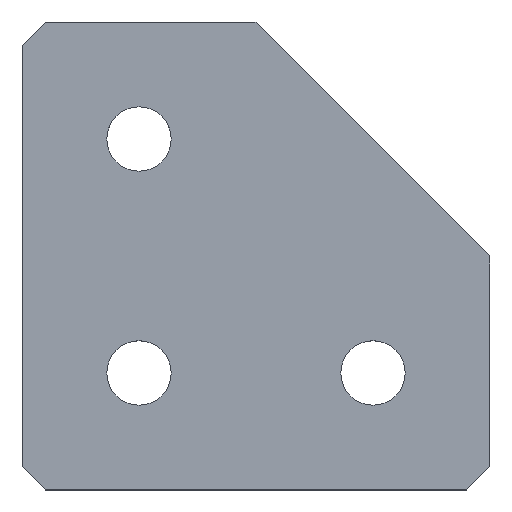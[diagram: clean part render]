
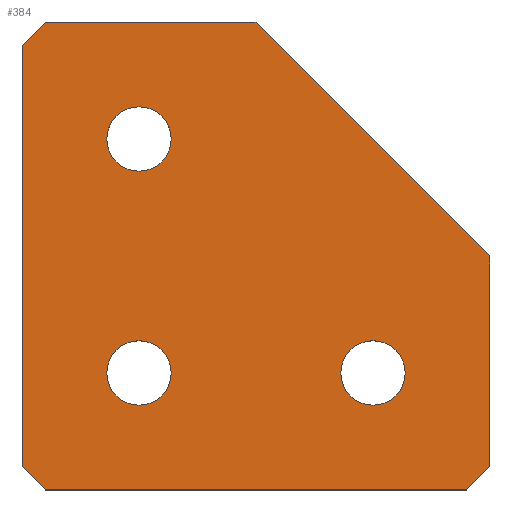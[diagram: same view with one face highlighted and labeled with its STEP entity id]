
A CAD part, top view. The second image highlights one B-rep face of the part: STEP entity #384.
In plain terms, the highlighted planar face has unit normal (0, 0, 1).
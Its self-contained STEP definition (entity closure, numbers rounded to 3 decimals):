
#2 = DIRECTION ( 'NONE',  ( 0., 0., -1. ) ) ;
#5 = EDGE_CURVE ( 'NONE', #13, #98, #357, .T. ) ;
#10 = DIRECTION ( 'NONE',  ( 0., 0., -1. ) ) ;
#11 = VERTEX_POINT ( 'NONE', #432 ) ;
#13 = VERTEX_POINT ( 'NONE', #556 ) ;
#14 = CARTESIAN_POINT ( 'NONE',  ( 20., 0., 0. ) ) ;
#15 = EDGE_CURVE ( 'NONE', #11, #73, #400, .T. ) ;
#19 = ORIENTED_EDGE ( 'NONE', *, *, #450, .T. ) ;
#26 = ORIENTED_EDGE ( 'NONE', *, *, #5, .F. ) ;
#29 = CARTESIAN_POINT ( 'NONE',  ( 10., -32.75, 0. ) ) ;
#37 = CARTESIAN_POINT ( 'NONE',  ( 0., 0., 0. ) ) ;
#42 = VECTOR ( 'NONE', #399, 1000. ) ;
#46 = LINE ( 'NONE', #222, #286 ) ;
#57 = EDGE_LOOP ( 'NONE', ( #363, #145 ) ) ;
#67 = LINE ( 'NONE', #421, #328 ) ;
#68 = DIRECTION ( 'NONE',  ( 1., 0., 0. ) ) ;
#73 = VERTEX_POINT ( 'NONE', #433 ) ;
#86 = CARTESIAN_POINT ( 'NONE',  ( 30., -30., 0. ) ) ;
#90 = LINE ( 'NONE', #37, #228 ) ;
#94 = AXIS2_PLACEMENT_3D ( 'NONE', #531, #321, #487 ) ;
#96 = DIRECTION ( 'NONE',  ( -1., 0., 0. ) ) ;
#97 = ORIENTED_EDGE ( 'NONE', *, *, #111, .T. ) ;
#98 = VERTEX_POINT ( 'NONE', #174 ) ;
#105 = AXIS2_PLACEMENT_3D ( 'NONE', #86, #307, #475 ) ;
#106 = CIRCLE ( 'NONE', #381, 2.75 ) ;
#111 = EDGE_CURVE ( 'NONE', #242, #161, #181, .T. ) ;
#119 = FACE_BOUND ( 'NONE', #289, .T. ) ;
#122 = FACE_BOUND ( 'NONE', #285, .T. ) ;
#127 = DIRECTION ( 'NONE',  ( 0., 0., -1. ) ) ;
#131 = VECTOR ( 'NONE', #385, 1000. ) ;
#134 = CARTESIAN_POINT ( 'NONE',  ( 2., 0., 0. ) ) ;
#138 = CARTESIAN_POINT ( 'NONE',  ( 0., -40., 0. ) ) ;
#140 = VERTEX_POINT ( 'NONE', #255 ) ;
#145 = ORIENTED_EDGE ( 'NONE', *, *, #542, .T. ) ;
#154 = AXIS2_PLACEMENT_3D ( 'NONE', #346, #2, #176 ) ;
#161 = VERTEX_POINT ( 'NONE', #441 ) ;
#173 = CARTESIAN_POINT ( 'NONE',  ( 10., -30., 0. ) ) ;
#174 = CARTESIAN_POINT ( 'NONE',  ( 2., -40., 0. ) ) ;
#176 = DIRECTION ( 'NONE',  ( 0., 1., 0. ) ) ;
#181 = CIRCLE ( 'NONE', #105, 2.75 ) ;
#189 = EDGE_CURVE ( 'NONE', #482, #291, #398, .T. ) ;
#196 = DIRECTION ( 'NONE',  ( 0.707, -0.707, 0. ) ) ;
#200 = CARTESIAN_POINT ( 'NONE',  ( 0., 0., 0. ) ) ;
#205 = DIRECTION ( 'NONE',  ( 0., 0., -1. ) ) ;
#210 = CARTESIAN_POINT ( 'NONE',  ( 40., -38., 0. ) ) ;
#219 = CARTESIAN_POINT ( 'NONE',  ( 1., -1., 0. ) ) ;
#222 = CARTESIAN_POINT ( 'NONE',  ( 40., -20., 0. ) ) ;
#226 = VERTEX_POINT ( 'NONE', #280 ) ;
#228 = VECTOR ( 'NONE', #390, 1000. ) ;
#240 = ORIENTED_EDGE ( 'NONE', *, *, #404, .T. ) ;
#242 = VERTEX_POINT ( 'NONE', #323 ) ;
#244 = LINE ( 'NONE', #377, #131 ) ;
#246 = FACE_BOUND ( 'NONE', #57, .T. ) ;
#254 = CIRCLE ( 'NONE', #154, 2.75 ) ;
#255 = CARTESIAN_POINT ( 'NONE',  ( 0., -2., 0. ) ) ;
#256 = DIRECTION ( 'NONE',  ( 0., 1., 0. ) ) ;
#258 = EDGE_CURVE ( 'NONE', #226, #356, #409, .T. ) ;
#261 = LINE ( 'NONE', #219, #42 ) ;
#267 = EDGE_CURVE ( 'NONE', #529, #98, #453, .T. ) ;
#269 = ORIENTED_EDGE ( 'NONE', *, *, #267, .T. ) ;
#280 = CARTESIAN_POINT ( 'NONE',  ( 10., -27.25, 0. ) ) ;
#285 = EDGE_LOOP ( 'NONE', ( #19, #97 ) ) ;
#286 = VECTOR ( 'NONE', #387, 1000. ) ;
#289 = EDGE_LOOP ( 'NONE', ( #407, #476 ) ) ;
#291 = VERTEX_POINT ( 'NONE', #382 ) ;
#292 = FACE_OUTER_BOUND ( 'NONE', #364, .T. ) ;
#295 = EDGE_CURVE ( 'NONE', #402, #320, #244, .T. ) ;
#299 = DIRECTION ( 'NONE',  ( 0., 0., 1. ) ) ;
#301 = VECTOR ( 'NONE', #196, 1000. ) ;
#302 = PLANE ( 'NONE',  #374 ) ;
#307 = DIRECTION ( 'NONE',  ( 0., 0., -1. ) ) ;
#308 = ORIENTED_EDGE ( 'NONE', *, *, #551, .T. ) ;
#309 = DIRECTION ( 'NONE',  ( 0., 1., 0. ) ) ;
#311 = AXIS2_PLACEMENT_3D ( 'NONE', #372, #205, #438 ) ;
#312 = CARTESIAN_POINT ( 'NONE',  ( 30., -30., 0. ) ) ;
#320 = VERTEX_POINT ( 'NONE', #210 ) ;
#321 = DIRECTION ( 'NONE',  ( 0., 0., -1. ) ) ;
#323 = CARTESIAN_POINT ( 'NONE',  ( 30., -32.75, 0. ) ) ;
#328 = VECTOR ( 'NONE', #540, 1000. ) ;
#346 = CARTESIAN_POINT ( 'NONE',  ( 10., -10., 0. ) ) ;
#356 = VERTEX_POINT ( 'NONE', #29 ) ;
#357 = LINE ( 'NONE', #138, #553 ) ;
#358 = ORIENTED_EDGE ( 'NONE', *, *, #189, .F. ) ;
#361 = ORIENTED_EDGE ( 'NONE', *, *, #498, .F. ) ;
#363 = ORIENTED_EDGE ( 'NONE', *, *, #258, .T. ) ;
#364 = EDGE_LOOP ( 'NONE', ( #358, #308, #361, #269, #26, #240, #446, #522 ) ) ;
#372 = CARTESIAN_POINT ( 'NONE',  ( 10., -10., 0. ) ) ;
#374 = AXIS2_PLACEMENT_3D ( 'NONE', #200, #299, #68 ) ;
#376 = CARTESIAN_POINT ( 'NONE',  ( 40., -20., 0. ) ) ;
#377 = CARTESIAN_POINT ( 'NONE',  ( 40., -40., 0. ) ) ;
#381 = AXIS2_PLACEMENT_3D ( 'NONE', #173, #127, #309 ) ;
#382 = CARTESIAN_POINT ( 'NONE',  ( 20., 0., 0. ) ) ;
#384 = ADVANCED_FACE ( 'NONE', ( #246, #119, #122, #292 ), #302, .T. ) ;
#385 = DIRECTION ( 'NONE',  ( 0., -1., 0. ) ) ;
#387 = DIRECTION ( 'NONE',  ( 0.707, -0.707, 0. ) ) ;
#390 = DIRECTION ( 'NONE',  ( 0., 1., 0. ) ) ;
#398 = LINE ( 'NONE', #14, #525 ) ;
#399 = DIRECTION ( 'NONE',  ( -0.707, -0.707, 0. ) ) ;
#400 = CIRCLE ( 'NONE', #311, 2.75 ) ;
#401 = CIRCLE ( 'NONE', #538, 2.75 ) ;
#402 = VERTEX_POINT ( 'NONE', #376 ) ;
#404 = EDGE_CURVE ( 'NONE', #13, #320, #67, .T. ) ;
#407 = ORIENTED_EDGE ( 'NONE', *, *, #436, .T. ) ;
#409 = CIRCLE ( 'NONE', #94, 2.75 ) ;
#413 = CARTESIAN_POINT ( 'NONE',  ( -19., -19., 0. ) ) ;
#421 = CARTESIAN_POINT ( 'NONE',  ( 39., -39., 0. ) ) ;
#432 = CARTESIAN_POINT ( 'NONE',  ( 10., -12.75, 0. ) ) ;
#433 = CARTESIAN_POINT ( 'NONE',  ( 10., -7.25, 0. ) ) ;
#436 = EDGE_CURVE ( 'NONE', #73, #11, #254, .T. ) ;
#438 = DIRECTION ( 'NONE',  ( 0., 1., 0. ) ) ;
#441 = CARTESIAN_POINT ( 'NONE',  ( 30., -27.25, 0. ) ) ;
#446 = ORIENTED_EDGE ( 'NONE', *, *, #295, .F. ) ;
#450 = EDGE_CURVE ( 'NONE', #161, #242, #401, .T. ) ;
#453 = LINE ( 'NONE', #413, #301 ) ;
#460 = EDGE_CURVE ( 'NONE', #291, #402, #46, .T. ) ;
#475 = DIRECTION ( 'NONE',  ( 0., 1., 0. ) ) ;
#476 = ORIENTED_EDGE ( 'NONE', *, *, #15, .T. ) ;
#482 = VERTEX_POINT ( 'NONE', #134 ) ;
#487 = DIRECTION ( 'NONE',  ( 0., 1., 0. ) ) ;
#492 = DIRECTION ( 'NONE',  ( 1., 0., 0. ) ) ;
#498 = EDGE_CURVE ( 'NONE', #529, #140, #90, .T. ) ;
#518 = CARTESIAN_POINT ( 'NONE',  ( 0., -38., 0. ) ) ;
#522 = ORIENTED_EDGE ( 'NONE', *, *, #460, .F. ) ;
#525 = VECTOR ( 'NONE', #492, 1000. ) ;
#529 = VERTEX_POINT ( 'NONE', #518 ) ;
#531 = CARTESIAN_POINT ( 'NONE',  ( 10., -30., 0. ) ) ;
#538 = AXIS2_PLACEMENT_3D ( 'NONE', #312, #10, #256 ) ;
#540 = DIRECTION ( 'NONE',  ( 0.707, 0.707, 0. ) ) ;
#542 = EDGE_CURVE ( 'NONE', #356, #226, #106, .T. ) ;
#551 = EDGE_CURVE ( 'NONE', #482, #140, #261, .T. ) ;
#553 = VECTOR ( 'NONE', #96, 1000. ) ;
#556 = CARTESIAN_POINT ( 'NONE',  ( 38., -40., 0. ) ) ;
